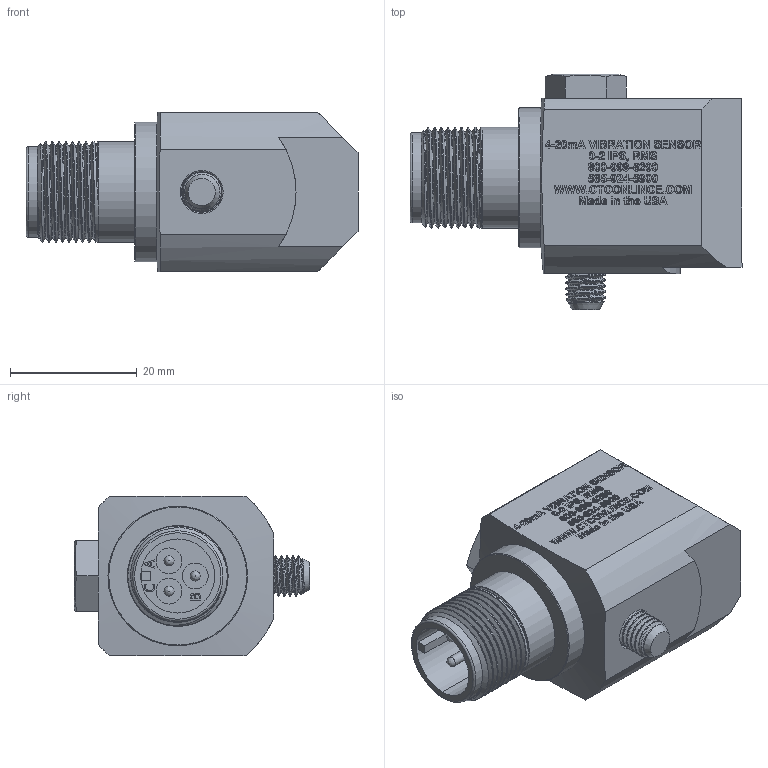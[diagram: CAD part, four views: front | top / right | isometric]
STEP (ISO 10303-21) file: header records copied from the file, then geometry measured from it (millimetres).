
FILE_DESCRIPTION(/* description */ (''),/* implementation_level */ '2;1');
FILE_NAME(/* name */ 'LP234-XXX-1E.stp',/* time_stamp */ '2019-11-19T14:21:48-05:00',/* author */ ('lcup'),/* organization */ ('CONNECTION TECHNOLOGY CENTER'),/* preprocessor_version */ 'ST-DEVELOPER v18',/* originating_system */ 'Autodesk Inventor 2020',/* authorisation */ '');
FILE_SCHEMA (('AUTOMOTIVE_DESIGN { 1 0 10303 214 3 1 1 }'));
Length unit declared in the file: inch
Products named in the file (1): LP234-XXX-1E
Bounding box: 52.4 x 37.16 x 25.15 mm (x, y, z)
Volume: 23342.6 mm3; surface area: 7705.1 mm2
Topology: 2 solids, 2 shells, 2164 faces, 5851 edges, 3909 vertices
Faces by surface type: plane 1478, bspline 638, cylinder 36, cone 9, torus 3
Full cylindrical faces by diameter (mm): 1.587 x3, 4.064 x3, 4.953 x1, 5.359 x1, 6.756 x1, 14.275 x1, 15.875 x1, 15.9 x1, 22.047 x1
Entity records: 82219 total; most frequent: CARTESIAN_POINT 29745, ORIENTED_EDGE 11706, DIRECTION 7721, EDGE_CURVE 5853, LINE 4427, VECTOR 4427, VERTEX_POINT 3912, EDGE_LOOP 2383
